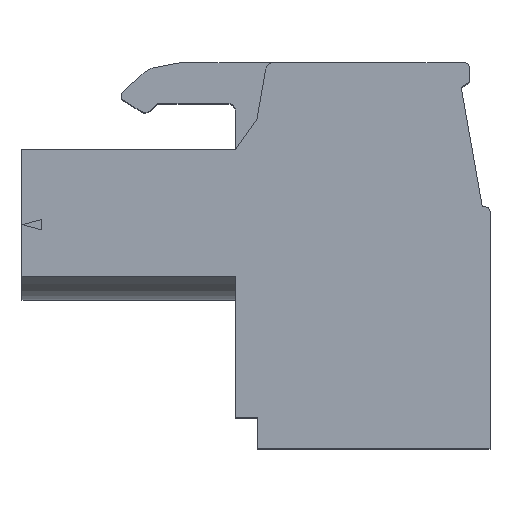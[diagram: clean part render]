
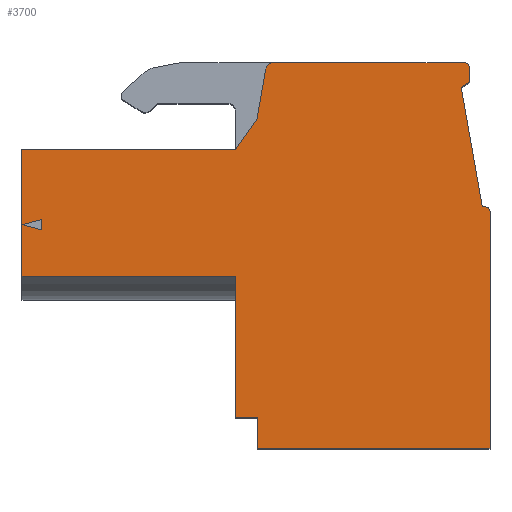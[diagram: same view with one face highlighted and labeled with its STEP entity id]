
A CAD part, top view. The second image highlights one B-rep face of the part: STEP entity #3700.
In plain terms, the highlighted planar face has unit normal (0, 0, 1).
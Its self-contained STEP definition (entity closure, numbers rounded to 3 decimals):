
#34=CIRCLE('',#3858,0.3);
#96=CIRCLE('',#3985,0.2);
#97=CIRCLE('',#3986,0.2);
#228=VERTEX_POINT('',#5198);
#229=VERTEX_POINT('',#5200);
#250=VERTEX_POINT('',#5253);
#253=VERTEX_POINT('',#5258);
#284=VERTEX_POINT('',#5323);
#285=VERTEX_POINT('',#5325);
#339=VERTEX_POINT('',#5461);
#340=VERTEX_POINT('',#5462);
#343=VERTEX_POINT('',#5470);
#388=VERTEX_POINT('',#5598);
#398=VERTEX_POINT('',#5633);
#399=VERTEX_POINT('',#5635);
#419=VERTEX_POINT('',#5692);
#420=VERTEX_POINT('',#5693);
#421=VERTEX_POINT('',#5695);
#422=VERTEX_POINT('',#5698);
#423=VERTEX_POINT('',#5700);
#424=VERTEX_POINT('',#5702);
#425=VERTEX_POINT('',#5704);
#426=VERTEX_POINT('',#5708);
#427=VERTEX_POINT('',#5711);
#619=VECTOR('',#4259,1.);
#636=VECTOR('',#4308,1.);
#682=VECTOR('',#4412,1.);
#686=VECTOR('',#4417,1.);
#689=VECTOR('',#4421,1.);
#730=VECTOR('',#4526,1.);
#747=VECTOR('',#4554,1.);
#770=VECTOR('',#4596,1.);
#771=VECTOR('',#4597,1.);
#772=VECTOR('',#4598,1.);
#773=VECTOR('',#4599,1.);
#774=VECTOR('',#4600,1.);
#775=VECTOR('',#4601,1.);
#776=VECTOR('',#4602,1.);
#777=VECTOR('',#4605,1.);
#778=VECTOR('',#4608,1.);
#779=VECTOR('',#4609,1.);
#780=VECTOR('',#4610,1.);
#1050=LINE('',#5259,#619);
#1067=LINE('',#5324,#636);
#1113=LINE('',#5460,#682);
#1117=LINE('',#5469,#686);
#1120=LINE('',#5475,#689);
#1161=LINE('',#5597,#730);
#1178=LINE('',#5634,#747);
#1201=LINE('',#5691,#770);
#1202=LINE('',#5694,#771);
#1203=LINE('',#5696,#772);
#1204=LINE('',#5697,#773);
#1205=LINE('',#5699,#774);
#1206=LINE('',#5701,#775);
#1207=LINE('',#5703,#776);
#1208=LINE('',#5706,#777);
#1209=LINE('',#5709,#778);
#1210=LINE('',#5710,#779);
#1211=LINE('',#5712,#780);
#1457=EDGE_CURVE('',#229,#228,#34,.T.);
#1485=EDGE_CURVE('',#253,#250,#1050,.T.);
#1516=EDGE_CURVE('',#285,#284,#1067,.T.);
#1581=EDGE_CURVE('',#339,#340,#1113,.T.);
#1585=EDGE_CURVE('',#343,#339,#1117,.T.);
#1588=EDGE_CURVE('',#340,#343,#1120,.T.);
#1648=EDGE_CURVE('',#388,#250,#1161,.T.);
#1666=EDGE_CURVE('',#399,#398,#1178,.T.);
#1694=EDGE_CURVE('',#419,#420,#1201,.T.);
#1695=EDGE_CURVE('',#421,#420,#1202,.T.);
#1696=EDGE_CURVE('',#421,#285,#1203,.T.);
#1697=EDGE_CURVE('',#284,#422,#1204,.T.);
#1698=EDGE_CURVE('',#422,#423,#1205,.T.);
#1699=EDGE_CURVE('',#424,#423,#1206,.T.);
#1700=EDGE_CURVE('',#425,#424,#1207,.T.);
#1701=EDGE_CURVE('',#425,#388,#96,.T.);
#1702=EDGE_CURVE('',#399,#253,#1208,.T.);
#1703=EDGE_CURVE('',#398,#426,#97,.T.);
#1704=EDGE_CURVE('',#229,#426,#1209,.T.);
#1705=EDGE_CURVE('',#427,#228,#1210,.T.);
#1706=EDGE_CURVE('',#419,#427,#1211,.T.);
#2334=ORIENTED_EDGE('',*,*,#1581,.T.);
#2335=ORIENTED_EDGE('',*,*,#1588,.T.);
#2336=ORIENTED_EDGE('',*,*,#1585,.T.);
#2337=ORIENTED_EDGE('',*,*,#1694,.T.);
#2338=ORIENTED_EDGE('',*,*,#1695,.F.);
#2339=ORIENTED_EDGE('',*,*,#1696,.T.);
#2340=ORIENTED_EDGE('',*,*,#1516,.T.);
#2341=ORIENTED_EDGE('',*,*,#1697,.T.);
#2342=ORIENTED_EDGE('',*,*,#1698,.T.);
#2343=ORIENTED_EDGE('',*,*,#1699,.F.);
#2344=ORIENTED_EDGE('',*,*,#1700,.F.);
#2345=ORIENTED_EDGE('',*,*,#1701,.T.);
#2346=ORIENTED_EDGE('',*,*,#1648,.T.);
#2347=ORIENTED_EDGE('',*,*,#1485,.F.);
#2348=ORIENTED_EDGE('',*,*,#1702,.F.);
#2349=ORIENTED_EDGE('',*,*,#1666,.T.);
#2350=ORIENTED_EDGE('',*,*,#1703,.T.);
#2351=ORIENTED_EDGE('',*,*,#1704,.F.);
#2352=ORIENTED_EDGE('',*,*,#1457,.T.);
#2353=ORIENTED_EDGE('',*,*,#1705,.F.);
#2354=ORIENTED_EDGE('',*,*,#1706,.F.);
#3213=EDGE_LOOP('',(#2334,#2335,#2336));
#3214=EDGE_LOOP('',(#2337,#2338,#2339,#2340,#2341,#2342,#2343,#2344,#2345,
#2346,#2347,#2348,#2349,#2350,#2351,#2352,#2353,#2354));
#3458=FACE_BOUND('',#3213,.T.);
#3459=FACE_BOUND('',#3214,.T.);
#3700=ADVANCED_FACE('',(#3458,#3459),#6391,.T.);
#3858=AXIS2_PLACEMENT_3D('',#5199,#4219,#4220);
#3984=AXIS2_PLACEMENT_3D('',#5690,#4595,$);
#3985=AXIS2_PLACEMENT_3D('',#5705,#4603,#4604);
#3986=AXIS2_PLACEMENT_3D('',#5707,#4606,#4607);
#4219=DIRECTION('',(0.,0.,1.));
#4220=DIRECTION('',(0.3,0.,0.));
#4259=DIRECTION('',(0.174,-0.985,0.));
#4308=DIRECTION('',(0.,-1.,0.));
#4412=DIRECTION('',(0.,-1.,0.));
#4417=DIRECTION('',(0.966,0.259,0.));
#4421=DIRECTION('',(-0.966,0.259,0.));
#4526=DIRECTION('',(-1.,0.,0.));
#4554=DIRECTION('',(-0.044,0.999,0.));
#4595=DIRECTION('',(0.,0.,1.));
#4596=DIRECTION('',(-1.,0.,0.));
#4597=DIRECTION('',(0.,1.,0.));
#4598=DIRECTION('',(1.,0.,0.));
#4599=DIRECTION('',(1.,0.,0.));
#4600=DIRECTION('',(0.,-1.,0.));
#4601=DIRECTION('',(-1.,0.,0.));
#4602=DIRECTION('',(0.,-1.,0.));
#4603=DIRECTION('',(0.,0.,1.));
#4604=DIRECTION('',(0.2,0.,0.));
#4605=DIRECTION('',(-0.866,-0.5,0.));
#4606=DIRECTION('',(0.,0.,1.));
#4607=DIRECTION('',(0.2,0.,0.));
#4608=DIRECTION('',(1.,0.,0.));
#4609=DIRECTION('',(0.174,0.985,0.));
#4610=DIRECTION('',(0.575,0.818,0.));
#5198=CARTESIAN_POINT('',(49.903,52.665,2.5));
#5199=CARTESIAN_POINT('',(50.198,52.613,2.5));
#5200=CARTESIAN_POINT('',(50.198,52.913,2.5));
#5253=CARTESIAN_POINT('',(58.327,47.313,2.5));
#5258=CARTESIAN_POINT('',(57.506,51.966,2.5));
#5259=CARTESIAN_POINT('',(57.506,51.966,2.5));
#5323=CARTESIAN_POINT('',(48.727,39.113,2.5));
#5324=CARTESIAN_POINT('',(48.727,44.613,2.5));
#5325=CARTESIAN_POINT('',(48.727,44.613,2.5));
#5460=CARTESIAN_POINT('',(41.177,46.814,2.5));
#5461=CARTESIAN_POINT('',(41.177,46.814,2.5));
#5462=CARTESIAN_POINT('',(41.177,46.412,2.5));
#5469=CARTESIAN_POINT('',(40.427,46.613,2.5));
#5470=CARTESIAN_POINT('',(40.427,46.613,2.5));
#5475=CARTESIAN_POINT('',(41.177,46.412,2.5));
#5597=CARTESIAN_POINT('',(58.427,47.313,2.5));
#5598=CARTESIAN_POINT('',(58.427,47.313,2.5));
#5633=CARTESIAN_POINT('',(57.822,52.721,2.5));
#5634=CARTESIAN_POINT('',(57.847,52.163,2.5));
#5635=CARTESIAN_POINT('',(57.847,52.163,2.5));
#5690=CARTESIAN_POINT('',(0.1,0.,2.5));
#5691=CARTESIAN_POINT('',(48.727,49.528,2.5));
#5692=CARTESIAN_POINT('',(48.727,49.528,2.5));
#5693=CARTESIAN_POINT('',(40.427,49.528,2.5));
#5694=CARTESIAN_POINT('',(40.427,44.613,2.5));
#5695=CARTESIAN_POINT('',(40.427,44.613,2.5));
#5696=CARTESIAN_POINT('',(40.427,44.613,2.5));
#5697=CARTESIAN_POINT('',(48.727,39.113,2.5));
#5698=CARTESIAN_POINT('',(49.597,39.113,2.5));
#5699=CARTESIAN_POINT('',(49.597,39.113,2.5));
#5700=CARTESIAN_POINT('',(49.597,37.913,2.5));
#5701=CARTESIAN_POINT('',(58.627,37.913,2.5));
#5702=CARTESIAN_POINT('',(58.627,37.913,2.5));
#5703=CARTESIAN_POINT('',(58.627,47.113,2.5));
#5704=CARTESIAN_POINT('',(58.627,47.113,2.5));
#5705=CARTESIAN_POINT('',(58.427,47.113,2.5));
#5706=CARTESIAN_POINT('',(57.847,52.163,2.5));
#5707=CARTESIAN_POINT('',(57.622,52.713,2.5));
#5708=CARTESIAN_POINT('',(57.622,52.913,2.5));
#5709=CARTESIAN_POINT('',(50.198,52.913,2.5));
#5710=CARTESIAN_POINT('',(49.559,50.713,2.5));
#5711=CARTESIAN_POINT('',(49.559,50.713,2.5));
#5712=CARTESIAN_POINT('',(48.727,49.528,2.5));
#6391=PLANE('',#3984);
